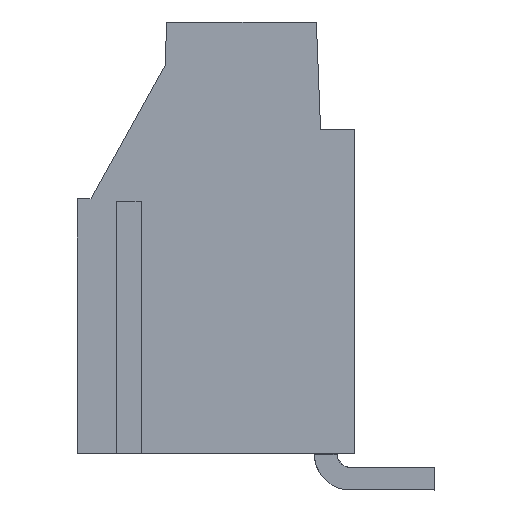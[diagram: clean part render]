
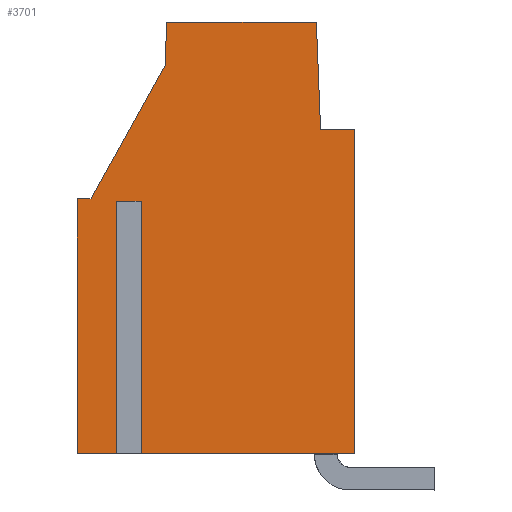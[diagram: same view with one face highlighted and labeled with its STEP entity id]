
A CAD part, left-side view. The second image highlights one B-rep face of the part: STEP entity #3701.
In plain terms, the highlighted planar face has unit normal (-1, 0, 0).
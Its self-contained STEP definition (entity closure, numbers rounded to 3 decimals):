
#3616=AXIS2_PLACEMENT_3D('Plane Axis2P3D',#3613,#3614,#3615) ;
#3181=CARTESIAN_POINT('Vertex',(0.65,3.2,14.3)) ;
#3184=CARTESIAN_POINT('Line Origine',(0.65,3.2,7.875)) ;
#3188=CARTESIAN_POINT('Vertex',(0.65,3.2,1.45)) ;
#3312=CARTESIAN_POINT('Vertex',(0.65,4.705,18.57)) ;
#3315=CARTESIAN_POINT('Line Origine',(0.65,4.622,16.435)) ;
#3319=CARTESIAN_POINT('Vertex',(0.65,4.538,14.3)) ;
#3586=CARTESIAN_POINT('Line Origine',(0.65,3.869,14.3)) ;
#3613=CARTESIAN_POINT('Axis2P3D Location',(0.65,-1.268,0.)) ;
#3618=CARTESIAN_POINT('Line Origine',(0.65,12.35,6.45)) ;
#3622=CARTESIAN_POINT('Vertex',(0.65,12.35,1.45)) ;
#3624=CARTESIAN_POINT('Vertex',(0.65,12.35,11.45)) ;
#3627=CARTESIAN_POINT('Line Origine',(0.65,12.15,11.45)) ;
#3631=CARTESIAN_POINT('Vertex',(0.65,11.95,11.45)) ;
#3634=CARTESIAN_POINT('Line Origine',(0.65,11.95,6.45)) ;
#3638=CARTESIAN_POINT('Vertex',(0.65,11.95,1.45)) ;
#3641=CARTESIAN_POINT('Line Origine',(0.65,7.575,1.45)) ;
#3646=CARTESIAN_POINT('Line Origine',(0.65,7.676,18.57)) ;
#3650=CARTESIAN_POINT('Vertex',(0.65,10.646,18.57)) ;
#3653=CARTESIAN_POINT('Line Origine',(0.65,10.676,17.71)) ;
#3657=CARTESIAN_POINT('Vertex',(0.65,10.706,16.849)) ;
#3660=CARTESIAN_POINT('Line Origine',(0.65,12.176,14.2)) ;
#3664=CARTESIAN_POINT('Vertex',(0.65,13.645,11.55)) ;
#3667=CARTESIAN_POINT('Line Origine',(0.65,13.923,11.55)) ;
#3671=CARTESIAN_POINT('Vertex',(0.65,14.2,11.55)) ;
#3674=CARTESIAN_POINT('Line Origine',(0.65,14.2,6.5)) ;
#3678=CARTESIAN_POINT('Vertex',(0.65,14.2,1.45)) ;
#3681=CARTESIAN_POINT('Line Origine',(0.65,13.275,1.45)) ;
#3185=DIRECTION('Vector Direction',(0.,0.,1.)) ;
#3316=DIRECTION('Vector Direction',(0.,-0.039,-0.999)) ;
#3587=DIRECTION('Vector Direction',(0.,1.,0.)) ;
#3614=DIRECTION('Axis2P3D Direction',(1.,0.,0.)) ;
#3615=DIRECTION('Axis2P3D XDirection',(0.,1.,0.)) ;
#3619=DIRECTION('Vector Direction',(0.,0.,1.)) ;
#3628=DIRECTION('Vector Direction',(0.,-1.,0.)) ;
#3635=DIRECTION('Vector Direction',(0.,0.,1.)) ;
#3642=DIRECTION('Vector Direction',(0.,1.,0.)) ;
#3647=DIRECTION('Vector Direction',(0.,1.,0.)) ;
#3654=DIRECTION('Vector Direction',(0.,0.035,-0.999)) ;
#3661=DIRECTION('Vector Direction',(0.,-0.485,0.875)) ;
#3668=DIRECTION('Vector Direction',(0.,-1.,0.)) ;
#3675=DIRECTION('Vector Direction',(0.,0.,-1.)) ;
#3682=DIRECTION('Vector Direction',(0.,1.,0.)) ;
#3186=VECTOR('Line Direction',#3185,1.) ;
#3317=VECTOR('Line Direction',#3316,1.) ;
#3588=VECTOR('Line Direction',#3587,1.) ;
#3620=VECTOR('Line Direction',#3619,1.) ;
#3629=VECTOR('Line Direction',#3628,1.) ;
#3636=VECTOR('Line Direction',#3635,1.) ;
#3643=VECTOR('Line Direction',#3642,1.) ;
#3648=VECTOR('Line Direction',#3647,1.) ;
#3655=VECTOR('Line Direction',#3654,1.) ;
#3662=VECTOR('Line Direction',#3661,1.) ;
#3669=VECTOR('Line Direction',#3668,1.) ;
#3676=VECTOR('Line Direction',#3675,1.) ;
#3683=VECTOR('Line Direction',#3682,1.) ;
#3687=ORIENTED_EDGE('',*,*,#3626,.T.) ;
#3688=ORIENTED_EDGE('',*,*,#3633,.T.) ;
#3689=ORIENTED_EDGE('',*,*,#3640,.F.) ;
#3690=ORIENTED_EDGE('',*,*,#3645,.F.) ;
#3691=ORIENTED_EDGE('',*,*,#3190,.F.) ;
#3692=ORIENTED_EDGE('',*,*,#3590,.F.) ;
#3693=ORIENTED_EDGE('',*,*,#3321,.F.) ;
#3694=ORIENTED_EDGE('',*,*,#3652,.F.) ;
#3695=ORIENTED_EDGE('',*,*,#3659,.F.) ;
#3696=ORIENTED_EDGE('',*,*,#3666,.F.) ;
#3697=ORIENTED_EDGE('',*,*,#3673,.F.) ;
#3698=ORIENTED_EDGE('',*,*,#3680,.F.) ;
#3699=ORIENTED_EDGE('',*,*,#3685,.F.) ;
#3701=ADVANCED_FACE('2',(#3700),#3617,.F.) ;
#3190=EDGE_CURVE('',#3182,#3189,#3187,.F.) ;
#3321=EDGE_CURVE('',#3313,#3320,#3318,.T.) ;
#3590=EDGE_CURVE('',#3320,#3182,#3589,.F.) ;
#3626=EDGE_CURVE('',#3623,#3625,#3621,.T.) ;
#3633=EDGE_CURVE('',#3625,#3632,#3630,.T.) ;
#3640=EDGE_CURVE('',#3639,#3632,#3637,.T.) ;
#3645=EDGE_CURVE('',#3189,#3639,#3644,.T.) ;
#3652=EDGE_CURVE('',#3651,#3313,#3649,.F.) ;
#3659=EDGE_CURVE('',#3658,#3651,#3656,.F.) ;
#3666=EDGE_CURVE('',#3665,#3658,#3663,.T.) ;
#3673=EDGE_CURVE('',#3672,#3665,#3670,.T.) ;
#3680=EDGE_CURVE('',#3679,#3672,#3677,.F.) ;
#3685=EDGE_CURVE('',#3623,#3679,#3684,.T.) ;
#3686=EDGE_LOOP('',(#3687,#3688,#3689,#3690,#3691,#3692,#3693,#3694,#3695,#3696,#3697,#3698,#3699)) ;
#3700=FACE_OUTER_BOUND('',#3686,.T.) ;
#3187=LINE('Line',#3184,#3186) ;
#3318=LINE('Line',#3315,#3317) ;
#3589=LINE('Line',#3586,#3588) ;
#3621=LINE('Line',#3618,#3620) ;
#3630=LINE('Line',#3627,#3629) ;
#3637=LINE('Line',#3634,#3636) ;
#3644=LINE('Line',#3641,#3643) ;
#3649=LINE('Line',#3646,#3648) ;
#3656=LINE('Line',#3653,#3655) ;
#3663=LINE('Line',#3660,#3662) ;
#3670=LINE('Line',#3667,#3669) ;
#3677=LINE('Line',#3674,#3676) ;
#3684=LINE('Line',#3681,#3683) ;
#3617=PLANE('',#3616) ;
#3182=VERTEX_POINT('',#3181) ;
#3189=VERTEX_POINT('',#3188) ;
#3313=VERTEX_POINT('',#3312) ;
#3320=VERTEX_POINT('',#3319) ;
#3623=VERTEX_POINT('',#3622) ;
#3625=VERTEX_POINT('',#3624) ;
#3632=VERTEX_POINT('',#3631) ;
#3639=VERTEX_POINT('',#3638) ;
#3651=VERTEX_POINT('',#3650) ;
#3658=VERTEX_POINT('',#3657) ;
#3665=VERTEX_POINT('',#3664) ;
#3672=VERTEX_POINT('',#3671) ;
#3679=VERTEX_POINT('',#3678) ;
